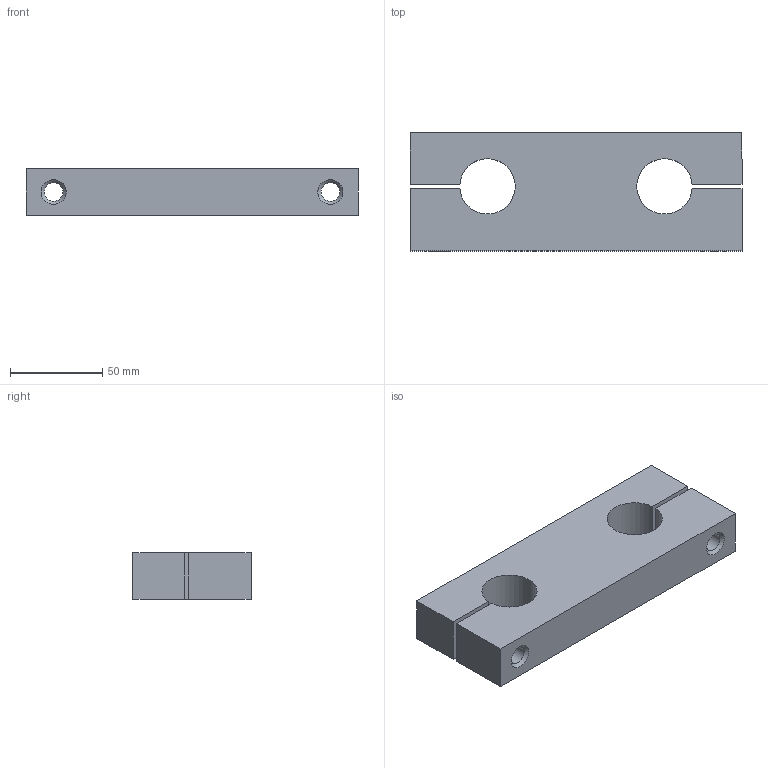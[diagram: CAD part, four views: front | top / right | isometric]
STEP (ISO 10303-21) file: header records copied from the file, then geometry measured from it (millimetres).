
FILE_DESCRIPTION (( 'STEP AP203' ), '1' );
FILE_NAME ('STB-30.step', '2021-08-25T10:03:38', ( '' ), ( '' ), 'SwSTEP 2.0', 'SolidWorks 2020', '' );
FILE_SCHEMA (( 'CONFIG_CONTROL_DESIGN' ));
Length unit declared in the file: millimetre
Products named in the file (1): STB-30
Bounding box: 180 x 64 x 25 mm (x, y, z)
Volume: 231141.8 mm3; surface area: 43355 mm2
Topology: 1 solids, 1 shells, 28 faces, 70 edges, 46 vertices
Faces by surface type: plane 14, cylinder 10, cone 4
Full cylindrical faces by diameter (mm): 10.11 x2, 13.5 x4, 20 x2
Entity records: 837 total; most frequent: DIRECTION 134, CARTESIAN_POINT 125, ORIENTED_EDGE 108, EDGE_CURVE 54, AXIS2_PLACEMENT_3D 51, EDGE_LOOP 50, VERTEX_POINT 42, FACE_OUTER_BOUND 36
